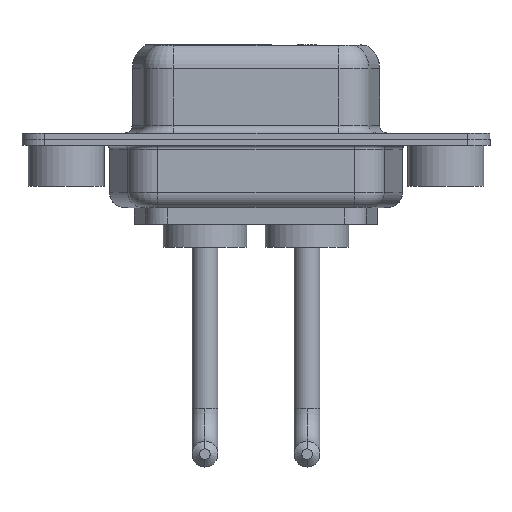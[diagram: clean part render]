
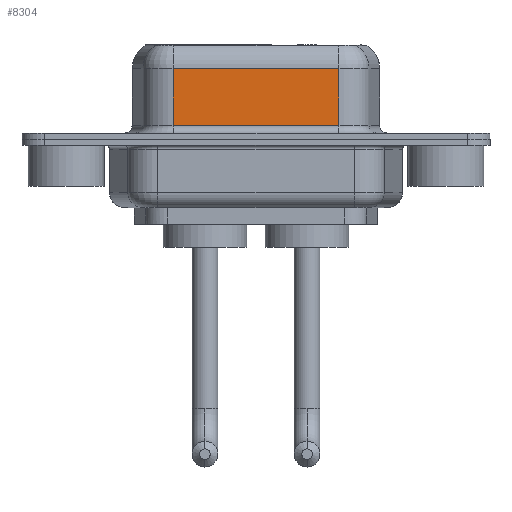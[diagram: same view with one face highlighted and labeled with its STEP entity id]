
A CAD part, front view. The second image highlights one B-rep face of the part: STEP entity #8304.
In plain terms, the highlighted planar face has unit normal (0, -1, 0).
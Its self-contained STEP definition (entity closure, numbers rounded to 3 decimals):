
#186 = CARTESIAN_POINT ( 'NONE',  ( 17.962, -3.95, 6.4 ) ) ;
#660 = EDGE_CURVE ( 'NONE', #688, #2479, #2676, .T. ) ;
#688 = VERTEX_POINT ( 'NONE', #9695 ) ;
#1090 = LINE ( 'NONE', #3238, #8832 ) ;
#1134 = ORIENTED_EDGE ( 'NONE', *, *, #7800, .T. ) ;
#1148 = LINE ( 'NONE', #11223, #4886 ) ;
#2307 = ORIENTED_EDGE ( 'NONE', *, *, #6036, .T. ) ;
#2479 = VERTEX_POINT ( 'NONE', #10146 ) ;
#2676 = LINE ( 'NONE', #4714, #3211 ) ;
#3211 = VECTOR ( 'NONE', #12900, 1000. ) ;
#3238 = CARTESIAN_POINT ( 'NONE',  ( 7.038, -3.95, 6.4 ) ) ;
#3292 = DIRECTION ( 'NONE',  ( 0., 0., -1. ) ) ;
#4328 = EDGE_CURVE ( 'NONE', #10678, #10847, #1090, .T. ) ;
#4714 = CARTESIAN_POINT ( 'NONE',  ( 17.962, -3.95, 6.4 ) ) ;
#4886 = VECTOR ( 'NONE', #6110, 1000. ) ;
#5560 = PLANE ( 'NONE',  #11319 ) ;
#6036 = EDGE_CURVE ( 'NONE', #10847, #2479, #11939, .T. ) ;
#6106 = ORIENTED_EDGE ( 'NONE', *, *, #4328, .T. ) ;
#6110 = DIRECTION ( 'NONE',  ( -1., 0., 0. ) ) ;
#7267 = VECTOR ( 'NONE', #11075, 1000. ) ;
#7328 = FACE_OUTER_BOUND ( 'NONE', #9275, .T. ) ;
#7387 = DIRECTION ( 'NONE',  ( -1., 0., 0. ) ) ;
#7800 = EDGE_CURVE ( 'NONE', #688, #10678, #1148, .T. ) ;
#8262 = ORIENTED_EDGE ( 'NONE', *, *, #660, .F. ) ;
#8304 = ADVANCED_FACE ( 'NONE', ( #7328 ), #5560, .F. ) ;
#8832 = VECTOR ( 'NONE', #3292, 1000. ) ;
#9275 = EDGE_LOOP ( 'NONE', ( #8262, #1134, #6106, #2307 ) ) ;
#9695 = CARTESIAN_POINT ( 'NONE',  ( 17.962, -3.95, 4.65 ) ) ;
#10056 = CARTESIAN_POINT ( 'NONE',  ( 7.038, -3.95, 4.65 ) ) ;
#10146 = CARTESIAN_POINT ( 'NONE',  ( 17.962, -3.95, 0.9 ) ) ;
#10454 = CARTESIAN_POINT ( 'NONE',  ( 7.038, -3.95, 0.9 ) ) ;
#10678 = VERTEX_POINT ( 'NONE', #10056 ) ;
#10847 = VERTEX_POINT ( 'NONE', #10454 ) ;
#11015 = CARTESIAN_POINT ( 'NONE',  ( 17.962, -3.95, 0.9 ) ) ;
#11075 = DIRECTION ( 'NONE',  ( 1., 0., 0. ) ) ;
#11223 = CARTESIAN_POINT ( 'NONE',  ( 17.962, -3.95, 4.65 ) ) ;
#11319 = AXIS2_PLACEMENT_3D ( 'NONE', #186, #12681, #7387 ) ;
#11939 = LINE ( 'NONE', #11015, #7267 ) ;
#12681 = DIRECTION ( 'NONE',  ( 0., 1., 0. ) ) ;
#12900 = DIRECTION ( 'NONE',  ( 0., 0., -1. ) ) ;
